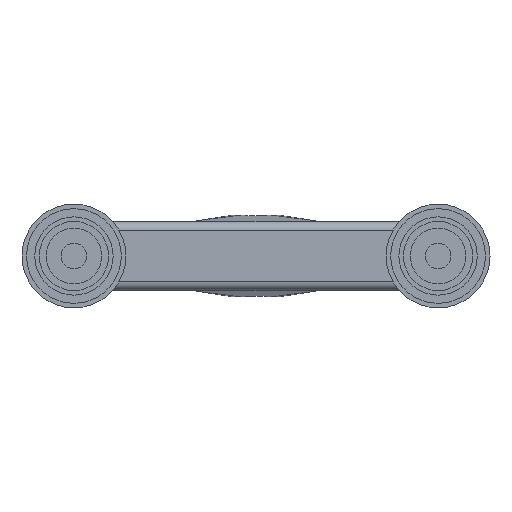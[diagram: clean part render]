
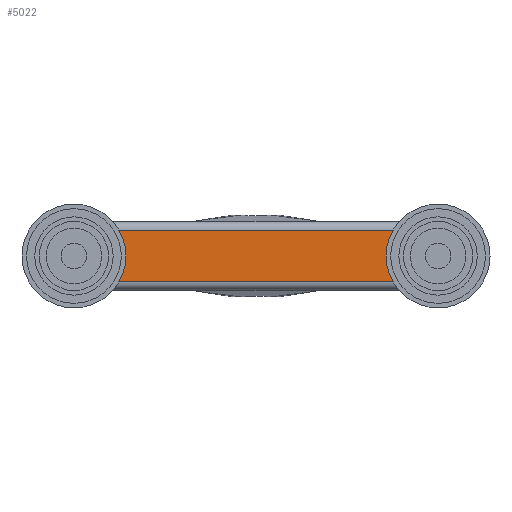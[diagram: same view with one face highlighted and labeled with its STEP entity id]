
A CAD part, front view. The second image highlights one B-rep face of the part: STEP entity #5022.
In plain terms, the highlighted planar face has unit normal (0, -1, 0).
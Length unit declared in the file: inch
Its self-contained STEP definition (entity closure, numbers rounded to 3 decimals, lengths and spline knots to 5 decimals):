
#75 = PLANE ( 'NONE',  #4855 ) ;
#158 = VERTEX_POINT ( 'NONE', #4329 ) ;
#293 = EDGE_CURVE ( 'NONE', #4987, #1759, #328, .T. ) ;
#328 = LINE ( 'NONE', #1612, #3396 ) ;
#338 = CARTESIAN_POINT ( 'NONE',  ( 2., -0.18, 0.25 ) ) ;
#481 = CARTESIAN_POINT ( 'NONE',  ( -1.79445, -0.18, 0. ) ) ;
#522 = DIRECTION ( 'NONE',  ( 0., -1., 0. ) ) ;
#565 = EDGE_CURVE ( 'NONE', #1599, #158, #3708, .T. ) ;
#651 = DIRECTION ( 'NONE',  ( 0., -1., 0. ) ) ;
#765 = DIRECTION ( 'NONE',  ( 0., -1., 0. ) ) ;
#777 = CIRCLE ( 'NONE', #3270, 0.50055 ) ;
#825 = EDGE_CURVE ( 'NONE', #3266, #4521, #4567, .T. ) ;
#831 = CARTESIAN_POINT ( 'NONE',  ( -2.20594, -0.18, -0.285 ) ) ;
#856 = LINE ( 'NONE', #3464, #4921 ) ;
#1021 = ORIENTED_EDGE ( 'NONE', *, *, #4571, .F. ) ;
#1077 = DIRECTION ( 'NONE',  ( 0., 0., -1. ) ) ;
#1266 = DIRECTION ( 'NONE',  ( 0., 0., -1. ) ) ;
#1314 = EDGE_CURVE ( 'NONE', #1641, #4987, #4944, .T. ) ;
#1321 = CARTESIAN_POINT ( 'NONE',  ( -2., -0.18, 0. ) ) ;
#1322 = CARTESIAN_POINT ( 'NONE',  ( -2., -0.18, 0. ) ) ;
#1364 = CARTESIAN_POINT ( 'NONE',  ( 2.20594, -0.18, -0.285 ) ) ;
#1424 = DIRECTION ( 'NONE',  ( 0., 0., -1. ) ) ;
#1586 = DIRECTION ( 'NONE',  ( 0., -1., 0. ) ) ;
#1599 = VERTEX_POINT ( 'NONE', #338 ) ;
#1612 = CARTESIAN_POINT ( 'NONE',  ( 2.20594, -0.18, -0.285 ) ) ;
#1641 = VERTEX_POINT ( 'NONE', #4599 ) ;
#1698 = CIRCLE ( 'NONE', #4949, 0.25 ) ;
#1759 = VERTEX_POINT ( 'NONE', #1364 ) ;
#1785 = AXIS2_PLACEMENT_3D ( 'NONE', #4422, #3988, #1266 ) ;
#1850 = EDGE_LOOP ( 'NONE', ( #3667, #1891, #1874, #2404 ) ) ;
#1874 = ORIENTED_EDGE ( 'NONE', *, *, #2045, .T. ) ;
#1891 = ORIENTED_EDGE ( 'NONE', *, *, #4946, .T. ) ;
#2045 = EDGE_CURVE ( 'NONE', #3707, #1641, #856, .T. ) ;
#2335 = ORIENTED_EDGE ( 'NONE', *, *, #4348, .F. ) ;
#2404 = ORIENTED_EDGE ( 'NONE', *, *, #1314, .T. ) ;
#2536 = DIRECTION ( 'NONE',  ( 0., 0., -1. ) ) ;
#2606 = CARTESIAN_POINT ( 'NONE',  ( -2., -0.18, -0.25 ) ) ;
#2760 = CARTESIAN_POINT ( 'NONE',  ( 1.79445, -0.18, 0. ) ) ;
#2900 = AXIS2_PLACEMENT_3D ( 'NONE', #1322, #4897, #2536 ) ;
#3004 = CARTESIAN_POINT ( 'NONE',  ( -1.79445, -0.18, 0. ) ) ;
#3055 = CIRCLE ( 'NONE', #1785, 0.25 ) ;
#3266 = VERTEX_POINT ( 'NONE', #2606 ) ;
#3270 = AXIS2_PLACEMENT_3D ( 'NONE', #2760, #1586, #3516 ) ;
#3305 = DIRECTION ( 'NONE',  ( 0., -1., 0. ) ) ;
#3331 = EDGE_LOOP ( 'NONE', ( #3391, #2335 ) ) ;
#3337 = DIRECTION ( 'NONE',  ( 0., 0., -1. ) ) ;
#3391 = ORIENTED_EDGE ( 'NONE', *, *, #565, .F. ) ;
#3396 = VECTOR ( 'NONE', #4359, 39.37008 ) ;
#3464 = CARTESIAN_POINT ( 'NONE',  ( -2.20594, -0.18, 0.285 ) ) ;
#3516 = DIRECTION ( 'NONE',  ( 0., 0., -1. ) ) ;
#3667 = ORIENTED_EDGE ( 'NONE', *, *, #293, .T. ) ;
#3707 = VERTEX_POINT ( 'NONE', #4264 ) ;
#3708 = CIRCLE ( 'NONE', #4298, 0.25 ) ;
#3960 = FACE_OUTER_BOUND ( 'NONE', #1850, .T. ) ;
#3982 = ORIENTED_EDGE ( 'NONE', *, *, #825, .F. ) ;
#3988 = DIRECTION ( 'NONE',  ( 0., -1., 0. ) ) ;
#4174 = DIRECTION ( 'NONE',  ( -1., 0., 0. ) ) ;
#4264 = CARTESIAN_POINT ( 'NONE',  ( 2.20594, -0.18, 0.285 ) ) ;
#4298 = AXIS2_PLACEMENT_3D ( 'NONE', #4627, #765, #1077 ) ;
#4329 = CARTESIAN_POINT ( 'NONE',  ( 2., -0.18, -0.25 ) ) ;
#4348 = EDGE_CURVE ( 'NONE', #158, #1599, #3055, .T. ) ;
#4359 = DIRECTION ( 'NONE',  ( 1., 0., 0. ) ) ;
#4366 = AXIS2_PLACEMENT_3D ( 'NONE', #3004, #651, #1424 ) ;
#4422 = CARTESIAN_POINT ( 'NONE',  ( 2., -0.18, 0. ) ) ;
#4433 = DIRECTION ( 'NONE',  ( 0., 0., -1. ) ) ;
#4498 = EDGE_LOOP ( 'NONE', ( #1021, #3982 ) ) ;
#4521 = VERTEX_POINT ( 'NONE', #4863 ) ;
#4567 = CIRCLE ( 'NONE', #2900, 0.25 ) ;
#4571 = EDGE_CURVE ( 'NONE', #4521, #3266, #1698, .T. ) ;
#4599 = CARTESIAN_POINT ( 'NONE',  ( -2.20594, -0.18, 0.285 ) ) ;
#4627 = CARTESIAN_POINT ( 'NONE',  ( 2., -0.18, 0. ) ) ;
#4829 = FACE_BOUND ( 'NONE', #3331, .T. ) ;
#4855 = AXIS2_PLACEMENT_3D ( 'NONE', #481, #522, #4433 ) ;
#4863 = CARTESIAN_POINT ( 'NONE',  ( -2., -0.18, 0.25 ) ) ;
#4897 = DIRECTION ( 'NONE',  ( 0., -1., 0. ) ) ;
#4921 = VECTOR ( 'NONE', #4174, 39.37008 ) ;
#4944 = CIRCLE ( 'NONE', #4366, 0.50055 ) ;
#4946 = EDGE_CURVE ( 'NONE', #1759, #3707, #777, .T. ) ;
#4949 = AXIS2_PLACEMENT_3D ( 'NONE', #1321, #3305, #3337 ) ;
#4987 = VERTEX_POINT ( 'NONE', #831 ) ;
#5022 = ADVANCED_FACE ( 'NONE', ( #4829, #5025, #3960 ), #75, .T. ) ;
#5025 = FACE_BOUND ( 'NONE', #4498, .T. ) ;
